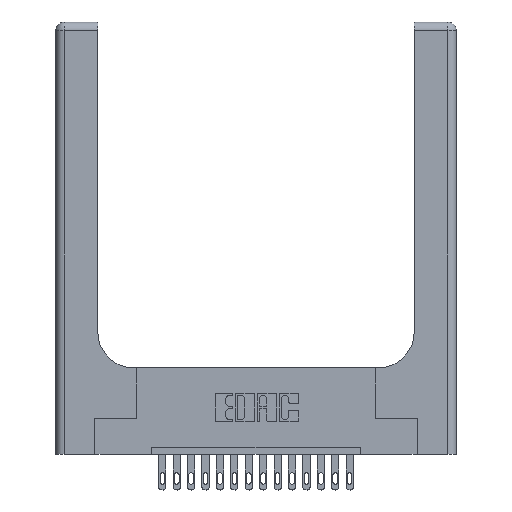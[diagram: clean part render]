
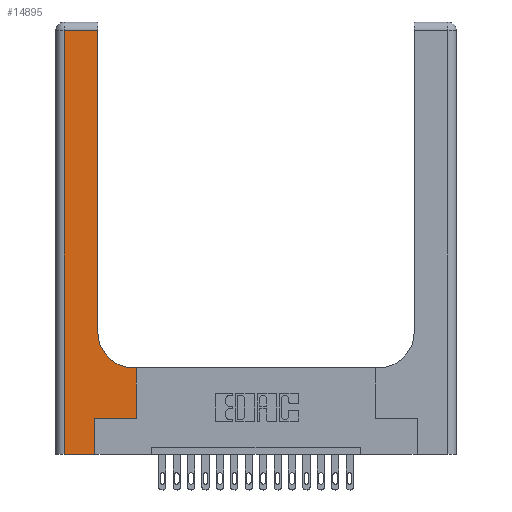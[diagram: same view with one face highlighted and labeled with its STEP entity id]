
A CAD part, top view. The second image highlights one B-rep face of the part: STEP entity #14895.
In plain terms, the highlighted planar face has unit normal (0, 0, 1).
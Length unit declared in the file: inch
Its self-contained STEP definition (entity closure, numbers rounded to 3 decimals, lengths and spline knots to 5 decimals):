
#177 = DIRECTION ( 'NONE',  ( -1., 0., 0. ) ) ;
#390 = ORIENTED_EDGE ( 'NONE', *, *, #893, .T. ) ;
#536 = FACE_OUTER_BOUND ( 'NONE', #996, .T. ) ;
#702 = CARTESIAN_POINT ( 'NONE',  ( 0.5585, 0.6, 0.37 ) ) ;
#730 = ORIENTED_EDGE ( 'NONE', *, *, #2751, .T. ) ;
#782 = AXIS2_PLACEMENT_3D ( 'NONE', #1636, #6166, #177 ) ;
#893 = EDGE_CURVE ( 'NONE', #6730, #6471, #18488, .T. ) ;
#985 = LINE ( 'NONE', #8503, #12677 ) ;
#996 = EDGE_LOOP ( 'NONE', ( #12076, #3754, #13444, #390, #730, #15246, #1578, #11089, #19183 ) ) ;
#1560 = VERTEX_POINT ( 'NONE', #702 ) ;
#1578 = ORIENTED_EDGE ( 'NONE', *, *, #3840, .T. ) ;
#1636 = CARTESIAN_POINT ( 'NONE',  ( 0., 3., 0.37 ) ) ;
#2036 = LINE ( 'NONE', #18017, #8139 ) ;
#2739 = CARTESIAN_POINT ( 'NONE',  ( 0.2915, 0.85, 0.37 ) ) ;
#2751 = EDGE_CURVE ( 'NONE', #6471, #6883, #2036, .T. ) ;
#3433 = DIRECTION ( 'NONE',  ( 1., 0., 0. ) ) ;
#3608 = EDGE_CURVE ( 'NONE', #6883, #8159, #6708, .T. ) ;
#3630 = VECTOR ( 'NONE', #5673, 39.37008 ) ;
#3754 = ORIENTED_EDGE ( 'NONE', *, *, #14976, .T. ) ;
#3840 = EDGE_CURVE ( 'NONE', #8159, #1560, #15097, .T. ) ;
#4544 = VERTEX_POINT ( 'NONE', #14989 ) ;
#4879 = DIRECTION ( 'NONE',  ( 0., 0., -1. ) ) ;
#5472 = AXIS2_PLACEMENT_3D ( 'NONE', #18302, #4879, #3433 ) ;
#5673 = DIRECTION ( 'NONE',  ( 0., 1., 0. ) ) ;
#5852 = DIRECTION ( 'NONE',  ( 0., 1., 0. ) ) ;
#5988 = CIRCLE ( 'NONE', #5472, 0.25 ) ;
#6166 = DIRECTION ( 'NONE',  ( 0., 0., -1. ) ) ;
#6420 = PLANE ( 'NONE',  #782 ) ;
#6471 = VERTEX_POINT ( 'NONE', #13703 ) ;
#6708 = LINE ( 'NONE', #9130, #9724 ) ;
#6730 = VERTEX_POINT ( 'NONE', #13278 ) ;
#6883 = VERTEX_POINT ( 'NONE', #13408 ) ;
#6902 = EDGE_CURVE ( 'NONE', #4544, #17051, #5988, .T. ) ;
#7166 = CARTESIAN_POINT ( 'NONE',  ( 0.2915, 0.6, 0.37 ) ) ;
#7242 = CARTESIAN_POINT ( 'NONE',  ( 0.5585, 0.25, 0.37 ) ) ;
#7646 = VERTEX_POINT ( 'NONE', #9516 ) ;
#7994 = CARTESIAN_POINT ( 'NONE',  ( 0.06, 3., 0.37 ) ) ;
#8139 = VECTOR ( 'NONE', #5852, 39.37008 ) ;
#8159 = VERTEX_POINT ( 'NONE', #8949 ) ;
#8503 = CARTESIAN_POINT ( 'NONE',  ( 0.2915, 3., 0.37 ) ) ;
#8949 = CARTESIAN_POINT ( 'NONE',  ( 0.5585, 0.25, 0.37 ) ) ;
#9130 = CARTESIAN_POINT ( 'NONE',  ( 0.269, 0.25, 0.37 ) ) ;
#9516 = CARTESIAN_POINT ( 'NONE',  ( 0.06, 2.94, 0.37 ) ) ;
#9598 = CARTESIAN_POINT ( 'NONE',  ( 0., 2.94, 0.37 ) ) ;
#9724 = VECTOR ( 'NONE', #18385, 39.37008 ) ;
#10617 = LINE ( 'NONE', #9598, #13946 ) ;
#11089 = ORIENTED_EDGE ( 'NONE', *, *, #18044, .T. ) ;
#11102 = CARTESIAN_POINT ( 'NONE',  ( 0., 0., 0.37 ) ) ;
#12076 = ORIENTED_EDGE ( 'NONE', *, *, #16913, .T. ) ;
#12550 = VERTEX_POINT ( 'NONE', #19068 ) ;
#12677 = VECTOR ( 'NONE', #18961, 39.37008 ) ;
#13278 = CARTESIAN_POINT ( 'NONE',  ( 0.06, 0., 0.37 ) ) ;
#13408 = CARTESIAN_POINT ( 'NONE',  ( 0.269, 0.25, 0.37 ) ) ;
#13444 = ORIENTED_EDGE ( 'NONE', *, *, #15062, .T. ) ;
#13703 = CARTESIAN_POINT ( 'NONE',  ( 0.269, 0., 0.37 ) ) ;
#13839 = VECTOR ( 'NONE', #16041, 39.37008 ) ;
#13946 = VECTOR ( 'NONE', #14198, 39.37008 ) ;
#14129 = DIRECTION ( 'NONE',  ( 0., -1., 0. ) ) ;
#14198 = DIRECTION ( 'NONE',  ( -1., 0., 0. ) ) ;
#14895 = ADVANCED_FACE ( 'NONE', ( #536 ), #6420, .F. ) ;
#14976 = EDGE_CURVE ( 'NONE', #12550, #7646, #10617, .T. ) ;
#14989 = CARTESIAN_POINT ( 'NONE',  ( 0.5415, 0.6, 0.37 ) ) ;
#15062 = EDGE_CURVE ( 'NONE', #7646, #6730, #15315, .T. ) ;
#15097 = LINE ( 'NONE', #7242, #3630 ) ;
#15246 = ORIENTED_EDGE ( 'NONE', *, *, #3608, .T. ) ;
#15315 = LINE ( 'NONE', #7994, #18617 ) ;
#15824 = DIRECTION ( 'NONE',  ( 1., 0., 0. ) ) ;
#16041 = DIRECTION ( 'NONE',  ( -1., 0., 0. ) ) ;
#16913 = EDGE_CURVE ( 'NONE', #17051, #12550, #985, .T. ) ;
#17051 = VERTEX_POINT ( 'NONE', #2739 ) ;
#17812 = LINE ( 'NONE', #7166, #13839 ) ;
#18017 = CARTESIAN_POINT ( 'NONE',  ( 0.269, 0., 0.37 ) ) ;
#18044 = EDGE_CURVE ( 'NONE', #1560, #4544, #17812, .T. ) ;
#18302 = CARTESIAN_POINT ( 'NONE',  ( 0.5415, 0.85, 0.37 ) ) ;
#18385 = DIRECTION ( 'NONE',  ( 1., 0., 0. ) ) ;
#18488 = LINE ( 'NONE', #11102, #19429 ) ;
#18617 = VECTOR ( 'NONE', #14129, 39.37008 ) ;
#18961 = DIRECTION ( 'NONE',  ( 0., 1., 0. ) ) ;
#19068 = CARTESIAN_POINT ( 'NONE',  ( 0.2915, 2.94, 0.37 ) ) ;
#19183 = ORIENTED_EDGE ( 'NONE', *, *, #6902, .T. ) ;
#19429 = VECTOR ( 'NONE', #15824, 39.37008 ) ;
